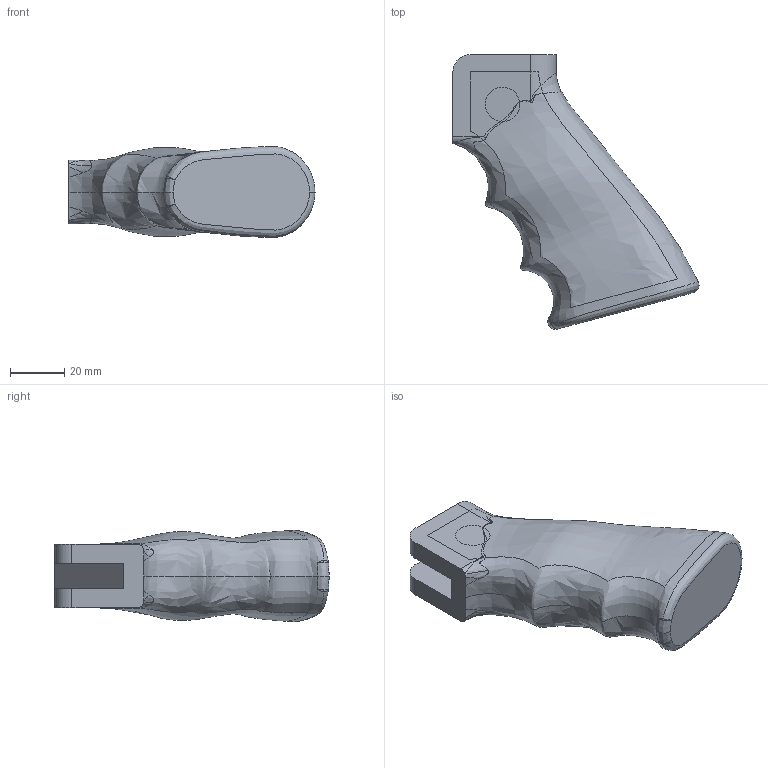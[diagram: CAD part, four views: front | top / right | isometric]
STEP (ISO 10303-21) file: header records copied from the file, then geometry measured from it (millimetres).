
FILE_DESCRIPTION(/* description */ (''),/* implementation_level */ '2;1');
FILE_NAME(/* name */ 'GRIP 2.step',/* time_stamp */ '2023-04-21T21:47:42+02:00',/* author */ (''),/* organization */ (''),/* preprocessor_version */ 'ST-DEVELOPER v19.2',/* originating_system */ 'Autodesk Translation Framework v12.4.0.73',/* authorisation */ '');
FILE_SCHEMA (('AUTOMOTIVE_DESIGN { 1 0 10303 214 3 1 1 }'));
Length unit declared in the file: inch
Products named in the file (1): GRIP 2.f3d 
Bounding box: 90.84 x 101.32 x 33.71 mm (x, y, z)
Volume: 118600.5 mm3; surface area: 16778.6 mm2
Topology: 1 solids, 1 shells, 57 faces, 160 edges, 99 vertices
Faces by surface type: bspline 34, plane 13, cylinder 10
Entity records: 26912 total; most frequent: CARTESIAN_POINT 25694, ORIENTED_EDGE 308, EDGE_CURVE 154, DIRECTION 146, VERTEX_POINT 99, B_SPLINE_CURVE_WITH_KNOTS 87, FACE_OUTER_BOUND 57, EDGE_LOOP 57
